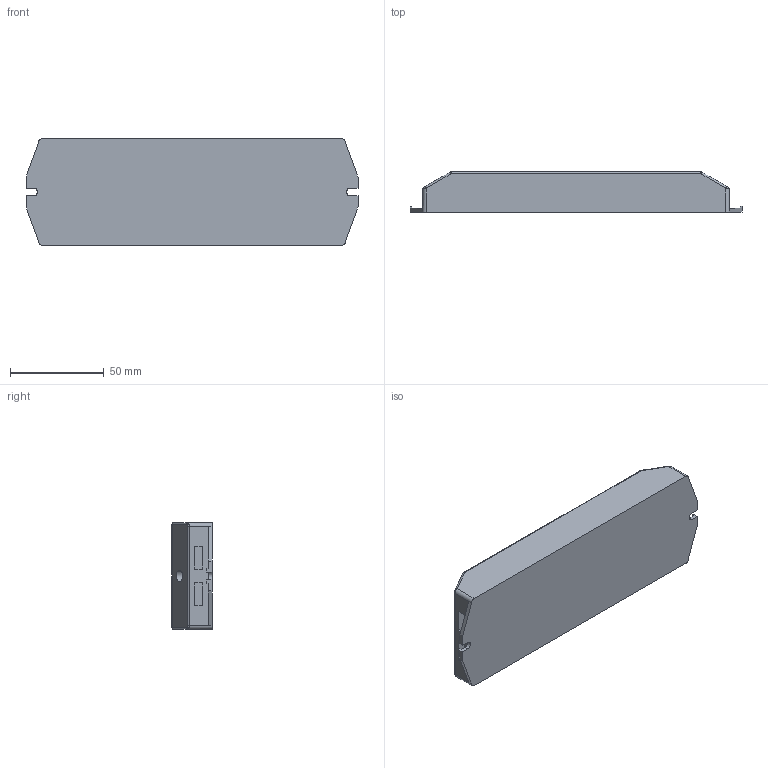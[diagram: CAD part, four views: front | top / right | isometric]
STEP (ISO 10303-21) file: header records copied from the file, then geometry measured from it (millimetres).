
FILE_DESCRIPTION (( 'STEP AP214' ), '1' );
FILE_NAME ('LED-äðàéâåð DALI 42Âò 250-1000ìÀ 8-52Â IEK.STEP', '2019-01-29T06:09:37', ( '' ), ( '' ), 'SwSTEP 2.0', 'SolidWorks 2014', '' );
FILE_SCHEMA (( 'AUTOMOTIVE_DESIGN' ));
Length unit declared in the file: millimetre
Products named in the file (1): LED-äðàéâåð DALI 42Âò 250-1000ìÀ 8-52Â IEK
Bounding box: 177.47 x 21.5 x 57 mm (x, y, z)
Volume: 192962 mm3; surface area: 28843.7 mm2
Topology: 1 solids, 1 shells, 136 faces, 348 edges, 220 vertices
Faces by surface type: plane 84, cylinder 40, torus 4, bspline 4, sphere 4
Entity records: 4178 total; most frequent: CARTESIAN_POINT 853, ORIENTED_EDGE 688, DIRECTION 678, EDGE_CURVE 344, VECTOR 252, LINE 252, VERTEX_POINT 220, AXIS2_PLACEMENT_3D 213
